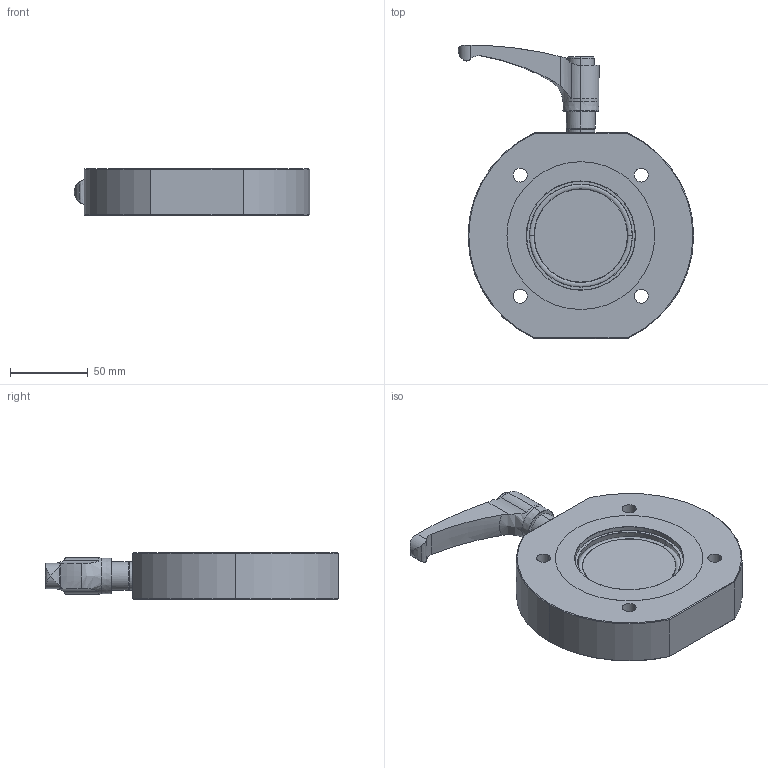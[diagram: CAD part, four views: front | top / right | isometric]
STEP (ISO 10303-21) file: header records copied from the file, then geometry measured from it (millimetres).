
FILE_DESCRIPTION (( 'STEP AP214' ), '1' );
FILE_NAME ('510VSM063.stp', '2017-06-08T05:34:46', ( '' ), ( '' ), 'SwSTEP 2.0', 'SolidWorks 2015', '' );
FILE_SCHEMA (( 'AUTOMOTIVE_DESIGN' ));
Length unit declared in the file: millimetre
Products named in the file (1): 510VSM063
Bounding box: 151.28 x 188.32 x 30 mm (x, y, z)
Volume: 413763.3 mm3; surface area: 68680.4 mm2
Topology: 2 solids, 5 shells, 209 faces, 494 edges, 297 vertices
Faces by surface type: plane 76, cylinder 66, torus 31, cone 26, bspline 10
Entity records: 10291 total; most frequent: CARTESIAN_POINT 3240, DIRECTION 997, ORIENTED_EDGE 976, EDGE_CURVE 488, AXIS2_PLACEMENT_3D 410, VERTEX_POINT 297, EDGE_LOOP 229, UNCERTAINTY_MEASURE_WITH_UNIT 213
